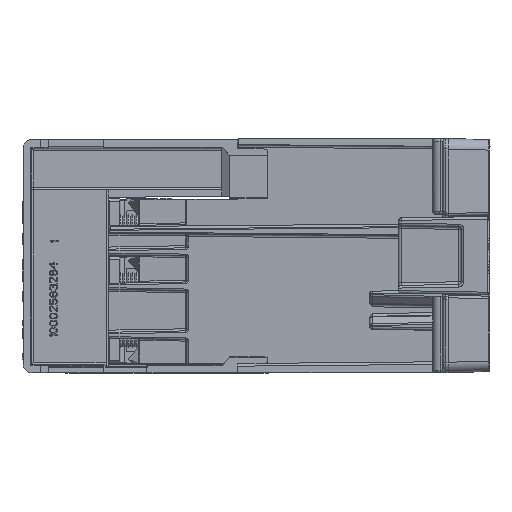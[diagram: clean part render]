
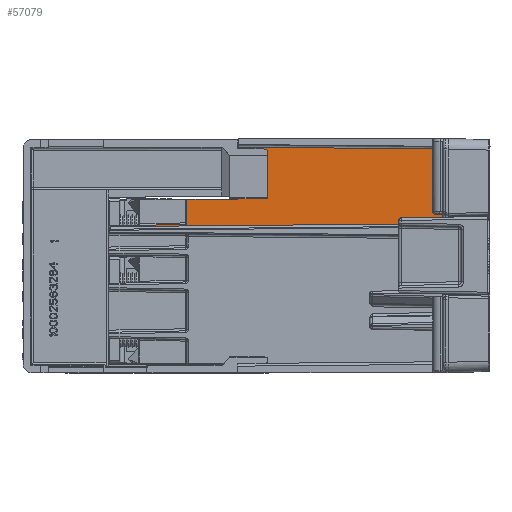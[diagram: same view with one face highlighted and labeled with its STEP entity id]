
A CAD part, left-side view. The second image highlights one B-rep face of the part: STEP entity #57079.
In plain terms, the highlighted planar face has unit normal (-1, 0.018, 0).
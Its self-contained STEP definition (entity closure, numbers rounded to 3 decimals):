
#12146=DIRECTION('',(0.,0.009,-1.));
#12147=VECTOR('',#12146,9.951);
#12148=CARTESIAN_POINT('',(30.702,48.213,20.751));
#12149=LINE('',#12148,#12147);
#12199=DIRECTION('',(-0.017,-1.,-0.009));
#12200=VECTOR('',#12199,13.002);
#12201=CARTESIAN_POINT('',(31.358,85.8,4.713));
#12202=LINE('',#12201,#12200);
#12203=DIRECTION('',(-0.017,-1.,0.017));
#12204=VECTOR('',#12203,27.514);
#12205=CARTESIAN_POINT('',(31.358,85.8,5.477));
#12206=LINE('',#12205,#12204);
#12207=DIRECTION('',(0.,0.,1.));
#12208=VECTOR('',#12207,4.543);
#12209=CARTESIAN_POINT('',(30.873,58.,6.257));
#12210=LINE('',#12209,#12208);
#12211=DIRECTION('',(0.017,1.,0.));
#12212=VECTOR('',#12211,9.701);
#12213=CARTESIAN_POINT('',(30.703,48.3,10.8));
#12214=LINE('',#12213,#12212);
#12215=DIRECTION('',(-0.017,-1.,-0.009));
#12216=VECTOR('',#12215,39.729);
#12217=CARTESIAN_POINT('',(30.702,48.213,20.751));
#12218=LINE('',#12217,#12216);
#12219=DIRECTION('',(0.,0.,1.));
#12220=VECTOR('',#12219,14.293);
#12221=CARTESIAN_POINT('',(30.009,8.491,6.111));
#12222=LINE('',#12221,#12220);
#12223=DIRECTION('',(0.017,1.,-0.009));
#12224=VECTOR('',#12223,64.124);
#12225=CARTESIAN_POINT('',(30.009,8.491,6.111));
#12226=LINE('',#12225,#12224);
#12431=DIRECTION('',(0.,0.,1.));
#12432=VECTOR('',#12431,0.465);
#12433=CARTESIAN_POINT('',(31.131,72.8,4.6));
#12434=LINE('',#12433,#12432);
#12435=CARTESIAN_POINT('',(31.131,72.8,5.065));
#12450=CARTESIAN_POINT('',(31.131,72.8,5.065));
#12451=CARTESIAN_POINT('',(31.131,72.8,5.104));
#12452=CARTESIAN_POINT('',(31.131,72.79,5.182));
#12453=CARTESIAN_POINT('',(31.13,72.746,5.304));
#12454=CARTESIAN_POINT('',(31.129,72.682,5.427));
#12455=CARTESIAN_POINT('',(31.128,72.63,5.509));
#12456=CARTESIAN_POINT('',(31.128,72.603,5.552));
#12458=CARTESIAN_POINT('',(31.128,72.603,5.552));
#16216=DIRECTION('',(0.,0.,-1.));
#16217=VECTOR('',#16216,0.764);
#16218=CARTESIAN_POINT('',(31.358,85.8,5.477));
#16219=LINE('',#16218,#16217);
#16224=CARTESIAN_POINT('',(31.358,85.8,4.713));
#17738=CARTESIAN_POINT('',(30.873,58.,6.257));
#17739=CARTESIAN_POINT('',(30.873,58.,6.159));
#17740=CARTESIAN_POINT('',(30.874,58.074,6.035));
#17741=CARTESIAN_POINT('',(30.876,58.197,5.959));
#17742=CARTESIAN_POINT('',(30.878,58.295,5.957));
#35051=CARTESIAN_POINT('',(31.358,85.8,5.477));
#35052=VERTEX_POINT('',#35051);
#35163=CARTESIAN_POINT('',(30.703,48.3,10.8));
#35164=CARTESIAN_POINT('',(30.873,58.,10.8));
#35165=VERTEX_POINT('',#35163);
#35166=VERTEX_POINT('',#35164);
#35387=CARTESIAN_POINT('',(30.702,48.213,20.751));
#35388=VERTEX_POINT('',#35387);
#35581=CARTESIAN_POINT('',(30.009,8.491,20.404));
#35582=VERTEX_POINT('',#35581);
#35585=CARTESIAN_POINT('',(30.009,8.491,6.111));
#35586=VERTEX_POINT('',#35585);
#35645=CARTESIAN_POINT('',(30.878,58.295,5.957));
#35646=VERTEX_POINT('',#35645);
#35647=CARTESIAN_POINT('',(30.873,58.,6.257));
#35648=VERTEX_POINT('',#35647);
#35669=VERTEX_POINT('',#12458);
#35671=VERTEX_POINT('',#12435);
#35719=VERTEX_POINT('',#16224);
#35720=CARTESIAN_POINT('',(31.131,72.8,4.6));
#35721=VERTEX_POINT('',#35720);
#57050=CARTESIAN_POINT('',(30.,8.,25.217));
#57051=DIRECTION('',(1.,-0.017,0.));
#57052=DIRECTION('',(0.,0.,-1.));
#57053=AXIS2_PLACEMENT_3D('',#57050,#57051,#57052);
#57054=PLANE('',#57053);
#57056=ORIENTED_EDGE('',*,*,#57055,.F.);
#57058=ORIENTED_EDGE('',*,*,#57057,.F.);
#57060=ORIENTED_EDGE('',*,*,#57059,.T.);
#57062=ORIENTED_EDGE('',*,*,#57061,.F.);
#57064=ORIENTED_EDGE('',*,*,#57063,.T.);
#57066=ORIENTED_EDGE('',*,*,#57065,.F.);
#57067=ORIENTED_EDGE('',*,*,#56973,.F.);
#57068=ORIENTED_EDGE('',*,*,#57043,.T.);
#57070=ORIENTED_EDGE('',*,*,#57069,.F.);
#57072=ORIENTED_EDGE('',*,*,#57071,.T.);
#57074=ORIENTED_EDGE('',*,*,#57073,.F.);
#57076=ORIENTED_EDGE('',*,*,#57075,.F.);
#57077=EDGE_LOOP('',(#57056,#57058,#57060,#57062,#57064,#57066,#57067,#57068,
#57070,#57072,#57074,#57076));
#57078=FACE_OUTER_BOUND('',#57077,.F.);
#57079=ADVANCED_FACE('',(#57078),#57054,.F.);
#12457=B_SPLINE_CURVE_WITH_KNOTS('',3,(#12450,#12451,#12452,#12453,#12454,
#12455,#12456),.UNSPECIFIED.,.F.,.F.,(4,1,1,1,4),(0.,0.25,0.5,0.75,
1.),.UNSPECIFIED.);
#17743=B_SPLINE_CURVE_WITH_KNOTS('',3,(#17738,#17739,#17740,#17741,#17742),
.UNSPECIFIED.,.F.,.F.,(4,1,4),(0.,0.5,1.),.UNSPECIFIED.);
#56973=EDGE_CURVE('',#35388,#35165,#12149,.T.);
#57043=EDGE_CURVE('',#35388,#35582,#12218,.T.);
#57055=EDGE_CURVE('',#35719,#35721,#12202,.T.);
#57057=EDGE_CURVE('',#35052,#35719,#16219,.T.);
#57059=EDGE_CURVE('',#35052,#35646,#12206,.T.);
#57061=EDGE_CURVE('',#35648,#35646,#17743,.T.);
#57063=EDGE_CURVE('',#35648,#35166,#12210,.T.);
#57065=EDGE_CURVE('',#35165,#35166,#12214,.T.);
#57069=EDGE_CURVE('',#35586,#35582,#12222,.T.);
#57071=EDGE_CURVE('',#35586,#35669,#12226,.T.);
#57073=EDGE_CURVE('',#35671,#35669,#12457,.T.);
#57075=EDGE_CURVE('',#35721,#35671,#12434,.T.);
